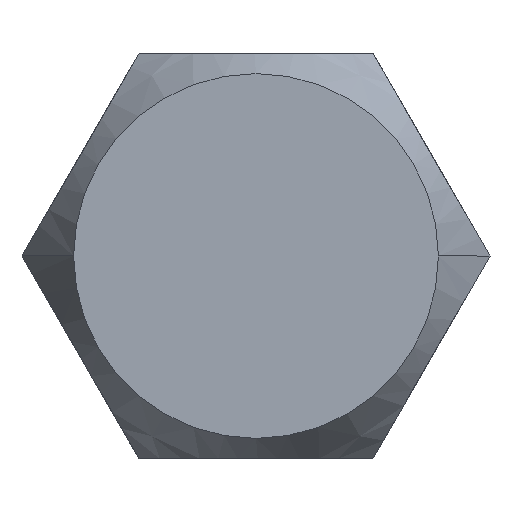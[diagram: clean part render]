
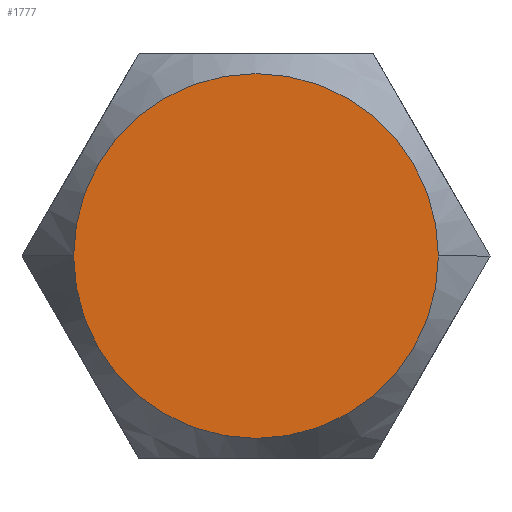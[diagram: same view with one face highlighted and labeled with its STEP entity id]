
A CAD part, front view. The second image highlights one B-rep face of the part: STEP entity #1777.
In plain terms, the highlighted planar face has unit normal (0, -1, 0).
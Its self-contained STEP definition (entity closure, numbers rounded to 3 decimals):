
#80 = DIRECTION ( 'NONE',  ( -1., 0., 0. ) ) ;
#145 = EDGE_CURVE ( 'Defeature ausgef�hrt1_44+Defeature ausgef�hrt1_43+Defeature ausgef�hrt1_43+Defeature ausgef�hrt1_43', #850, #2913, #3366, .T. ) ;
#273 = AXIS2_PLACEMENT_3D ( 'NONE', #4582, #4596, #1121 ) ;
#320 = AXIS2_PLACEMENT_3D ( 'NONE', #3397, #2964, #3026 ) ;
#396 = CARTESIAN_POINT ( 'NONE',  ( 2.858, 0., 0. ) ) ;
#428 = EDGE_CURVE ( 'Defeature ausgef�hrt1_44+Defeature ausgef�hrt1_43+Defeature ausgef�hrt1_43+Defeature ausgef�hrt1_43', #2913, #850, #2045, .T. ) ;
#570 = CARTESIAN_POINT ( 'NONE',  ( 0., 0., 0. ) ) ;
#850 = VERTEX_POINT ( 'NONE', #4609 ) ;
#1121 = DIRECTION ( 'NONE',  ( -1., 0., 0. ) ) ;
#1459 = FACE_OUTER_BOUND ( 'NONE', #5183, .T. ) ;
#1777 = ADVANCED_FACE ( 'Defeature ausgef�hrt1_44', ( #1459 ), #2132, .T. ) ;
#2045 = CIRCLE ( 'NONE', #273, 2.858 ) ;
#2132 = PLANE ( 'NONE',  #320 ) ;
#2701 = DIRECTION ( 'NONE',  ( 0., -1., 0. ) ) ;
#2913 = VERTEX_POINT ( 'NONE', #396 ) ;
#2964 = DIRECTION ( 'NONE',  ( 0., -1., 0. ) ) ;
#3026 = DIRECTION ( 'NONE',  ( -1., 0., 0. ) ) ;
#3366 = CIRCLE ( 'NONE', #5136, 2.858 ) ;
#3397 = CARTESIAN_POINT ( 'NONE',  ( 0., 0., 6.35 ) ) ;
#4582 = CARTESIAN_POINT ( 'NONE',  ( 0., 0., 0. ) ) ;
#4596 = DIRECTION ( 'NONE',  ( 0., -1., 0. ) ) ;
#4609 = CARTESIAN_POINT ( 'NONE',  ( -2.858, 0., 0. ) ) ;
#4978 = ORIENTED_EDGE ( 'NONE', *, *, #145, .T. ) ;
#5136 = AXIS2_PLACEMENT_3D ( 'NONE', #570, #2701, #80 ) ;
#5183 = EDGE_LOOP ( 'NONE', ( #5235, #4978 ) ) ;
#5235 = ORIENTED_EDGE ( 'NONE', *, *, #428, .T. ) ;
